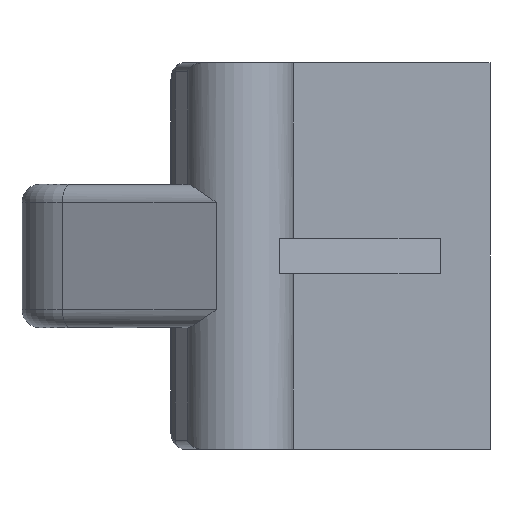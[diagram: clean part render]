
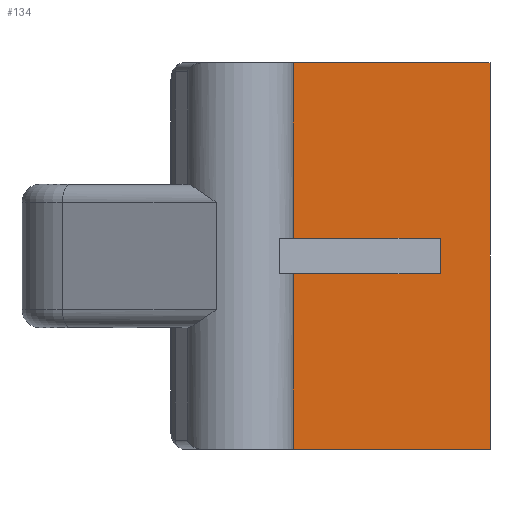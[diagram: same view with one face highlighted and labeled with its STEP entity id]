
A CAD part, front view. The second image highlights one B-rep face of the part: STEP entity #134.
In plain terms, the highlighted planar face has unit normal (0, -1, 0).
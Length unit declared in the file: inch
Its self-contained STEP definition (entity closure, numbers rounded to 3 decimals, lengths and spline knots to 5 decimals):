
#50 = VECTOR ( 'NONE', #1420, 39.37008 ) ;
#106 = CARTESIAN_POINT ( 'NONE',  ( 2.80229, 0.94735, -0.24685 ) ) ;
#108 = VERTEX_POINT ( 'NONE', #570 ) ;
#115 = VECTOR ( 'NONE', #1279, 39.37008 ) ;
#134 = ADVANCED_FACE ( 'NONE', ( #737 ), #2045, .F. ) ;
#156 = VECTOR ( 'NONE', #214, 39.37008 ) ;
#184 = EDGE_CURVE ( 'NONE', #1296, #1841, #379, .T. ) ;
#214 = DIRECTION ( 'NONE',  ( 0., 0., -1. ) ) ;
#247 = DIRECTION ( 'NONE',  ( 1., 0., 0. ) ) ;
#282 = CARTESIAN_POINT ( 'NONE',  ( 0.52481, 0.94735, 2.7 ) ) ;
#353 = CARTESIAN_POINT ( 'NONE',  ( 0.52481, 0.94735, 0.24685 ) ) ;
#379 = LINE ( 'NONE', #1708, #156 ) ;
#403 = ORIENTED_EDGE ( 'NONE', *, *, #2062, .F. ) ;
#412 = LINE ( 'NONE', #1739, #1531 ) ;
#451 = CARTESIAN_POINT ( 'NONE',  ( 0.52481, 0.94735, -0.24685 ) ) ;
#460 = CARTESIAN_POINT ( 'NONE',  ( 3.5, 0.94735, -2.7 ) ) ;
#473 = ORIENTED_EDGE ( 'NONE', *, *, #554, .F. ) ;
#477 = EDGE_CURVE ( 'NONE', #1838, #1031, #926, .T. ) ;
#485 = EDGE_CURVE ( 'NONE', #1731, #1136, #1753, .T. ) ;
#528 = DIRECTION ( 'NONE',  ( 0., 0., -1. ) ) ;
#532 = CARTESIAN_POINT ( 'NONE',  ( 0.52481, 0.94735, 2.7 ) ) ;
#540 = AXIS2_PLACEMENT_3D ( 'NONE', #532, #1555, #1389 ) ;
#554 = EDGE_CURVE ( 'NONE', #108, #1412, #867, .T. ) ;
#570 = CARTESIAN_POINT ( 'NONE',  ( 3.5, 0.94735, 2.7 ) ) ;
#600 = EDGE_LOOP ( 'NONE', ( #1180, #473, #403, #825, #1212, #1277, #1095, #946 ) ) ;
#714 = EDGE_CURVE ( 'NONE', #1731, #1031, #1288, .T. ) ;
#737 = FACE_OUTER_BOUND ( 'NONE', #600, .T. ) ;
#761 = DIRECTION ( 'NONE',  ( 1., 0., 0. ) ) ;
#764 = CARTESIAN_POINT ( 'NONE',  ( 2.80229, 0.94735, 2.7 ) ) ;
#825 = ORIENTED_EDGE ( 'NONE', *, *, #184, .T. ) ;
#828 = EDGE_CURVE ( 'NONE', #1841, #1838, #866, .T. ) ;
#866 = LINE ( 'NONE', #353, #1534 ) ;
#867 = LINE ( 'NONE', #1522, #1236 ) ;
#888 = VECTOR ( 'NONE', #1081, 39.37008 ) ;
#926 = LINE ( 'NONE', #764, #888 ) ;
#946 = ORIENTED_EDGE ( 'NONE', *, *, #485, .T. ) ;
#1009 = VECTOR ( 'NONE', #761, 39.37008 ) ;
#1031 = VERTEX_POINT ( 'NONE', #106 ) ;
#1069 = LINE ( 'NONE', #1893, #1009 ) ;
#1074 = CARTESIAN_POINT ( 'NONE',  ( 0.52481, 0.94735, 2.7 ) ) ;
#1081 = DIRECTION ( 'NONE',  ( 0., 0., -1. ) ) ;
#1095 = ORIENTED_EDGE ( 'NONE', *, *, #714, .F. ) ;
#1123 = CARTESIAN_POINT ( 'NONE',  ( 0.52481, 0.94735, -0.24685 ) ) ;
#1136 = VERTEX_POINT ( 'NONE', #1178 ) ;
#1178 = CARTESIAN_POINT ( 'NONE',  ( 0.52481, 0.94735, -2.7 ) ) ;
#1180 = ORIENTED_EDGE ( 'NONE', *, *, #2160, .T. ) ;
#1212 = ORIENTED_EDGE ( 'NONE', *, *, #828, .T. ) ;
#1236 = VECTOR ( 'NONE', #528, 39.37008 ) ;
#1277 = ORIENTED_EDGE ( 'NONE', *, *, #477, .T. ) ;
#1279 = DIRECTION ( 'NONE',  ( 1., 0., 0. ) ) ;
#1288 = LINE ( 'NONE', #1123, #115 ) ;
#1296 = VERTEX_POINT ( 'NONE', #1074 ) ;
#1320 = CARTESIAN_POINT ( 'NONE',  ( 2.80229, 0.94735, 0.24685 ) ) ;
#1332 = CARTESIAN_POINT ( 'NONE',  ( 0.52481, 0.94735, 0.24685 ) ) ;
#1389 = DIRECTION ( 'NONE',  ( 0., 0., 1. ) ) ;
#1412 = VERTEX_POINT ( 'NONE', #460 ) ;
#1420 = DIRECTION ( 'NONE',  ( 0., 0., -1. ) ) ;
#1522 = CARTESIAN_POINT ( 'NONE',  ( 3.5, 0.94735, 2.7 ) ) ;
#1531 = VECTOR ( 'NONE', #247, 39.37008 ) ;
#1534 = VECTOR ( 'NONE', #1691, 39.37008 ) ;
#1555 = DIRECTION ( 'NONE',  ( 0., 1., 0. ) ) ;
#1691 = DIRECTION ( 'NONE',  ( 1., 0., 0. ) ) ;
#1708 = CARTESIAN_POINT ( 'NONE',  ( 0.52481, 0.94735, 2.7 ) ) ;
#1731 = VERTEX_POINT ( 'NONE', #451 ) ;
#1739 = CARTESIAN_POINT ( 'NONE',  ( 0.52481, 0.94735, -2.7 ) ) ;
#1753 = LINE ( 'NONE', #282, #50 ) ;
#1838 = VERTEX_POINT ( 'NONE', #1320 ) ;
#1841 = VERTEX_POINT ( 'NONE', #1332 ) ;
#1893 = CARTESIAN_POINT ( 'NONE',  ( 0.52481, 0.94735, 2.7 ) ) ;
#2045 = PLANE ( 'NONE',  #540 ) ;
#2062 = EDGE_CURVE ( 'NONE', #1296, #108, #1069, .T. ) ;
#2160 = EDGE_CURVE ( 'NONE', #1136, #1412, #412, .T. ) ;
